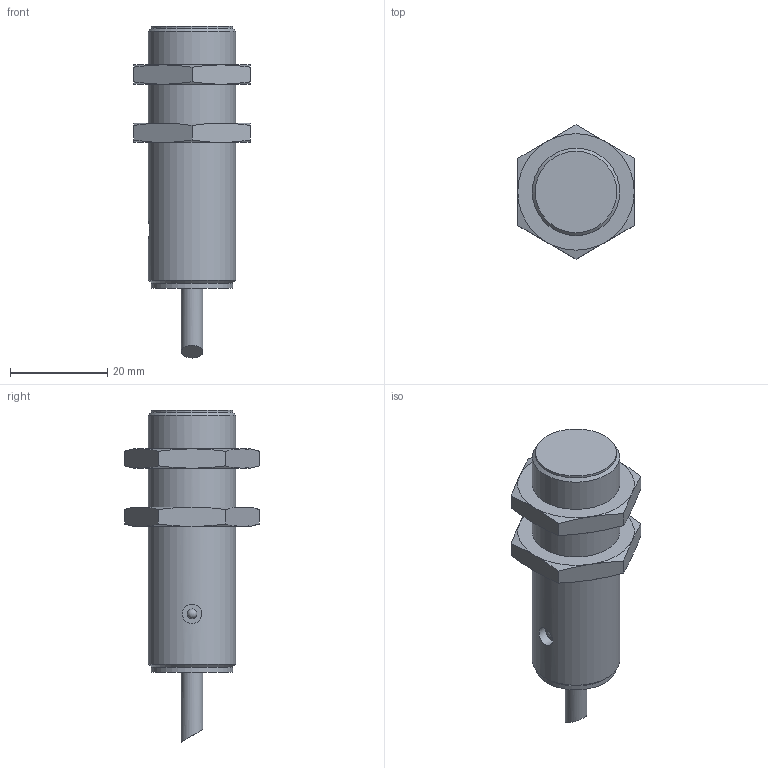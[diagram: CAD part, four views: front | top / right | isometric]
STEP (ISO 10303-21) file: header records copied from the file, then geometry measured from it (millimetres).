
FILE_DESCRIPTION(/* description */ ('STEP AP214'),/* implementation_level */ '2;1');
FILE_NAME(/* name */ '538280_SIED-M18B-ZS-K-L',/* time_stamp */ '2024-09-15T04:26:39+02:00',/* author */ ('License CC BY-ND 4.0'),/* organization */ ('CADENAS'),/* preprocessor_version */ 'ST-DEVELOPER v19.3',/* originating_system */ 'PARTsolutions',/* authorisation */ ' ');
FILE_SCHEMA (('AUTOMOTIVE_DESIGN {1 0 10303 214 3 1 1}'));
Length unit declared in the file: millimetre
Products named in the file (3): 538280 SIED-M18B-ZS-K-L; 538280 SIED-M18B-ZS-K-L_1; 538280 SIED-M18B-ZS-K-L_2
Assembly tree (3 placements, depth 2):
  538280 SIED-M18B-ZS-K-L
    538280 SIED-M18B-ZS-K-L_1
    538280 SIED-M18B-ZS-K-L_2  x2
Bounding box: 24 x 27.71 x 68.41 mm (x, y, z)
Volume: 15988.4 mm3; surface area: 5800 mm2
Topology: 3 solids, 3 shells, 58 faces, 122 edges, 71 vertices
Faces by surface type: cone 30, plane 20, cylinder 7, sphere 1
Full cylindrical faces by diameter (mm): 4 x1, 4.5 x1, 16.773 x2, 16.917 x2, 18 x1
Entity records: 941 total; most frequent: CARTESIAN_POINT 217, DIRECTION 136, ORIENTED_EDGE 114, AXIS2_PLACEMENT_3D 65, EDGE_CURVE 57, EDGE_LOOP 50, FACE_BOUND 50, VERTEX_POINT 39
